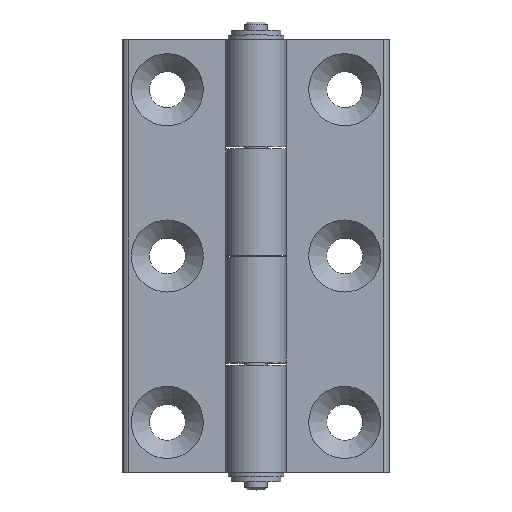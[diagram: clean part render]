
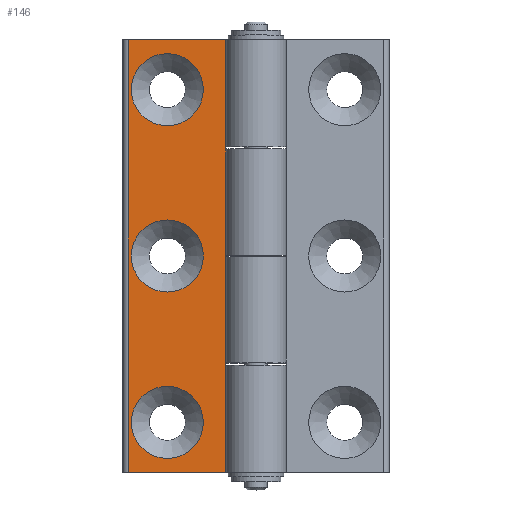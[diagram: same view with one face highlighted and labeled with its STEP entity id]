
A CAD part, top view. The second image highlights one B-rep face of the part: STEP entity #146.
In plain terms, the highlighted planar face has unit normal (0, 0, 1).
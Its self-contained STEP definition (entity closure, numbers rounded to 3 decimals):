
#146 = ADVANCED_FACE( '', ( #302, #303, #304, #305 ), #306, .T. );
#302 = FACE_OUTER_BOUND( '', #528, .T. );
#303 = FACE_BOUND( '', #529, .T. );
#304 = FACE_BOUND( '', #530, .T. );
#305 = FACE_BOUND( '', #531, .T. );
#306 = PLANE( '', #532 );
#528 = EDGE_LOOP( '', ( #751, #752, #753, #754, #755, #756, #757, #758, #759, #760 ) );
#529 = EDGE_LOOP( '', ( #761 ) );
#530 = EDGE_LOOP( '', ( #762 ) );
#531 = EDGE_LOOP( '', ( #763 ) );
#532 = AXIS2_PLACEMENT_3D( '', #764, #765, #766 );
#751 = ORIENTED_EDGE( '', *, *, #1171, .T. );
#752 = ORIENTED_EDGE( '', *, *, #1172, .T. );
#753 = ORIENTED_EDGE( '', *, *, #1173, .F. );
#754 = ORIENTED_EDGE( '', *, *, #1174, .F. );
#755 = ORIENTED_EDGE( '', *, *, #1175, .F. );
#756 = ORIENTED_EDGE( '', *, *, #1176, .F. );
#757 = ORIENTED_EDGE( '', *, *, #1177, .F. );
#758 = ORIENTED_EDGE( '', *, *, #1178, .F. );
#759 = ORIENTED_EDGE( '', *, *, #1179, .F. );
#760 = ORIENTED_EDGE( '', *, *, #1180, .T. );
#761 = ORIENTED_EDGE( '', *, *, #1181, .F. );
#762 = ORIENTED_EDGE( '', *, *, #1182, .F. );
#763 = ORIENTED_EDGE( '', *, *, #1183, .F. );
#764 = CARTESIAN_POINT( '', ( 0., 0., -2. ) );
#765 = DIRECTION( '', ( 0., 0., 1. ) );
#766 = DIRECTION( '', ( 1., 0., 0. ) );
#1171 = EDGE_CURVE( '', #1338, #1339, #1340, .T. );
#1172 = EDGE_CURVE( '', #1339, #1341, #1342, .T. );
#1173 = EDGE_CURVE( '', #1343, #1341, #1344, .T. );
#1174 = EDGE_CURVE( '', #1345, #1343, #1346, .T. );
#1175 = EDGE_CURVE( '', #1347, #1345, #1348, .T. );
#1176 = EDGE_CURVE( '', #1349, #1347, #1350, .T. );
#1177 = EDGE_CURVE( '', #1351, #1349, #1352, .T. );
#1178 = EDGE_CURVE( '', #1353, #1351, #1354, .T. );
#1179 = EDGE_CURVE( '', #1355, #1353, #1356, .T. );
#1180 = EDGE_CURVE( '', #1355, #1338, #1357, .T. );
#1181 = EDGE_CURVE( '', #1358, #1358, #1359, .T. );
#1182 = EDGE_CURVE( '', #1360, #1360, #1361, .T. );
#1183 = EDGE_CURVE( '', #1362, #1362, #1363, .T. );
#1338 = VERTEX_POINT( '', #1581 );
#1339 = VERTEX_POINT( '', #1582 );
#1340 = LINE( '', #1583, #1584 );
#1341 = VERTEX_POINT( '', #1585 );
#1342 = LINE( '', #1586, #1587 );
#1343 = VERTEX_POINT( '', #1588 );
#1344 = LINE( '', #1589, #1590 );
#1345 = VERTEX_POINT( '', #1591 );
#1346 = LINE( '', #1592, #1593 );
#1347 = VERTEX_POINT( '', #1594 );
#1348 = LINE( '', #1595, #1596 );
#1349 = VERTEX_POINT( '', #1597 );
#1350 = LINE( '', #1598, #1599 );
#1351 = VERTEX_POINT( '', #1600 );
#1352 = LINE( '', #1601, #1602 );
#1353 = VERTEX_POINT( '', #1603 );
#1354 = LINE( '', #1604, #1605 );
#1355 = VERTEX_POINT( '', #1606 );
#1356 = LINE( '', #1607, #1608 );
#1357 = LINE( '', #1609, #1610 );
#1358 = VERTEX_POINT( '', #1611 );
#1359 = CIRCLE( '', #1612, 6.5 );
#1360 = VERTEX_POINT( '', #1613 );
#1361 = CIRCLE( '', #1614, 6.5 );
#1362 = VERTEX_POINT( '', #1615 );
#1363 = CIRCLE( '', #1616, 6.5 );
#1581 = CARTESIAN_POINT( '', ( -23., 39., -2. ) );
#1582 = CARTESIAN_POINT( '', ( -23., -39., -2. ) );
#1583 = CARTESIAN_POINT( '', ( -23., 78., -2. ) );
#1584 = VECTOR( '', #1874, 1000. );
#1585 = CARTESIAN_POINT( '', ( -5.123, -39., -2. ) );
#1586 = CARTESIAN_POINT( '', ( -24., -39., -2. ) );
#1587 = VECTOR( '', #1875, 1000. );
#1588 = CARTESIAN_POINT( '', ( -5.123, -19.7, -2. ) );
#1589 = CARTESIAN_POINT( '', ( -5.123, -39., -2. ) );
#1590 = VECTOR( '', #1876, 1000. );
#1591 = CARTESIAN_POINT( '', ( -5.5, -19.7, -2. ) );
#1592 = CARTESIAN_POINT( '', ( 0., -19.7, -2. ) );
#1593 = VECTOR( '', #1877, 1000. );
#1594 = CARTESIAN_POINT( '', ( -5.5, 0.1, -2. ) );
#1595 = CARTESIAN_POINT( '', ( -5.5, 0., -2. ) );
#1596 = VECTOR( '', #1878, 1000. );
#1597 = CARTESIAN_POINT( '', ( -5.123, 0.1, -2. ) );
#1598 = CARTESIAN_POINT( '', ( 0., 0.1, -2. ) );
#1599 = VECTOR( '', #1879, 1000. );
#1600 = CARTESIAN_POINT( '', ( -5.123, 19.3, -2. ) );
#1601 = CARTESIAN_POINT( '', ( -5.123, -39., -2. ) );
#1602 = VECTOR( '', #1880, 1000. );
#1603 = CARTESIAN_POINT( '', ( -5.5, 19.3, -2. ) );
#1604 = CARTESIAN_POINT( '', ( 0., 19.3, -2. ) );
#1605 = VECTOR( '', #1881, 1000. );
#1606 = CARTESIAN_POINT( '', ( -5.5, 39., -2. ) );
#1607 = CARTESIAN_POINT( '', ( -5.5, 0., -2. ) );
#1608 = VECTOR( '', #1882, 1000. );
#1609 = CARTESIAN_POINT( '', ( 0., 39., -2. ) );
#1610 = VECTOR( '', #1883, 1000. );
#1611 = CARTESIAN_POINT( '', ( -9.5, -30., -2. ) );
#1612 = AXIS2_PLACEMENT_3D( '', #1884, #1885, #1886 );
#1613 = CARTESIAN_POINT( '', ( -9.5, 0., -2. ) );
#1614 = AXIS2_PLACEMENT_3D( '', #1887, #1888, #1889 );
#1615 = CARTESIAN_POINT( '', ( -9.5, 30., -2. ) );
#1616 = AXIS2_PLACEMENT_3D( '', #1890, #1891, #1892 );
#1874 = DIRECTION( '', ( 0., -1., 0. ) );
#1875 = DIRECTION( '', ( 1., 0., 0. ) );
#1876 = DIRECTION( '', ( 0., -1., 0. ) );
#1877 = DIRECTION( '', ( 1., 0., 0. ) );
#1878 = DIRECTION( '', ( 0., -1., 0. ) );
#1879 = DIRECTION( '', ( -1., 0., 0. ) );
#1880 = DIRECTION( '', ( 0., -1., 0. ) );
#1881 = DIRECTION( '', ( 1., 0., 0. ) );
#1882 = DIRECTION( '', ( 0., -1., 0. ) );
#1883 = DIRECTION( '', ( -1., 0., 0. ) );
#1884 = CARTESIAN_POINT( '', ( -16., -30., -2. ) );
#1885 = DIRECTION( '', ( 0., 0., 1. ) );
#1886 = DIRECTION( '', ( 1., 0., 0. ) );
#1887 = CARTESIAN_POINT( '', ( -16., 0., -2. ) );
#1888 = DIRECTION( '', ( 0., 0., 1. ) );
#1889 = DIRECTION( '', ( 1., 0., 0. ) );
#1890 = CARTESIAN_POINT( '', ( -16., 30., -2. ) );
#1891 = DIRECTION( '', ( 0., 0., 1. ) );
#1892 = DIRECTION( '', ( 1., 0., 0. ) );
